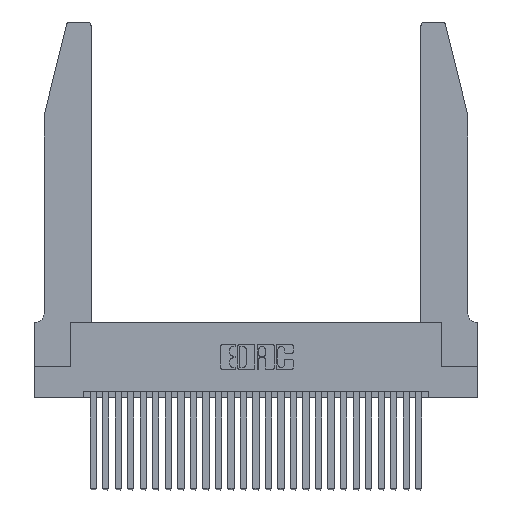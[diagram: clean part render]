
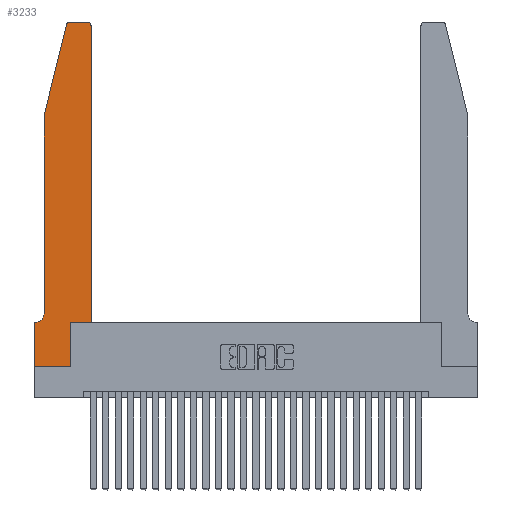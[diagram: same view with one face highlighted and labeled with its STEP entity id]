
A CAD part, top view. The second image highlights one B-rep face of the part: STEP entity #3233.
In plain terms, the highlighted planar face has unit normal (0, 0, 1).
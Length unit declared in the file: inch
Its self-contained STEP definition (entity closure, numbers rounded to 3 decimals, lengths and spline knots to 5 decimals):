
#72 = CARTESIAN_POINT ( 'NONE',  ( 0., 0., 0.37 ) ) ;
#537 = LINE ( 'NONE', #16576, #7202 ) ;
#614 = VERTEX_POINT ( 'NONE', #20257 ) ;
#687 = EDGE_CURVE ( 'NONE', #14724, #15093, #24779, .T. ) ;
#756 = PLANE ( 'NONE',  #23354 ) ;
#787 = CARTESIAN_POINT ( 'NONE',  ( 0.0055, 0.42, 0.37 ) ) ;
#1105 = FACE_OUTER_BOUND ( 'NONE', #14085, .T. ) ;
#1134 = LINE ( 'NONE', #72, #12123 ) ;
#1786 = VERTEX_POINT ( 'NONE', #27586 ) ;
#2677 = AXIS2_PLACEMENT_3D ( 'NONE', #8434, #23261, #10589 ) ;
#2724 = EDGE_CURVE ( 'NONE', #21073, #26113, #1134, .T. ) ;
#3054 = DIRECTION ( 'NONE',  ( -1., 0., 0. ) ) ;
#3085 = CARTESIAN_POINT ( 'NONE',  ( 0.4205, 2.72, 0.37 ) ) ;
#3233 = ADVANCED_FACE ( 'NONE', ( #1105 ), #756, .T. ) ;
#3364 = CARTESIAN_POINT ( 'NONE',  ( 0.4205, 2.75, 0.37 ) ) ;
#3372 = LINE ( 'NONE', #6671, #11220 ) ;
#3498 = DIRECTION ( 'NONE',  ( -0.239, -0.971, 0. ) ) ;
#3595 = ORIENTED_EDGE ( 'NONE', *, *, #6633, .T. ) ;
#3747 = CIRCLE ( 'NONE', #2677, 0.03 ) ;
#3938 = ORIENTED_EDGE ( 'NONE', *, *, #12489, .T. ) ;
#4582 = ORIENTED_EDGE ( 'NONE', *, *, #14661, .T. ) ;
#4863 = LINE ( 'NONE', #12166, #26782 ) ;
#5008 = CARTESIAN_POINT ( 'NONE',  ( 0.0755, 0.35, 0.37 ) ) ;
#5072 = VECTOR ( 'NONE', #9010, 39.37008 ) ;
#5096 = CARTESIAN_POINT ( 'NONE',  ( 0., 0., 0.37 ) ) ;
#5276 = VERTEX_POINT ( 'NONE', #10244 ) ;
#5307 = DIRECTION ( 'NONE',  ( 1., 0., 0. ) ) ;
#5347 = CARTESIAN_POINT ( 'NONE',  ( 0., 0., 0.37 ) ) ;
#5523 = VERTEX_POINT ( 'NONE', #19471 ) ;
#5769 = DIRECTION ( 'NONE',  ( -1., 0., 0. ) ) ;
#6419 = CARTESIAN_POINT ( 'NONE',  ( 0.4505, 2.72, 0.37 ) ) ;
#6633 = EDGE_CURVE ( 'NONE', #13798, #614, #13246, .T. ) ;
#6671 = CARTESIAN_POINT ( 'NONE',  ( 0.4505, 0.35, 0.37 ) ) ;
#6918 = DIRECTION ( 'NONE',  ( 1., 0., 0. ) ) ;
#7202 = VECTOR ( 'NONE', #3498, 39.37008 ) ;
#8016 = ORIENTED_EDGE ( 'NONE', *, *, #10964, .T. ) ;
#8317 = CARTESIAN_POINT ( 'NONE',  ( 0.0755, 2., 0.37 ) ) ;
#8434 = CARTESIAN_POINT ( 'NONE',  ( 0.284, 2.72, 0.37 ) ) ;
#9010 = DIRECTION ( 'NONE',  ( 0., -1., 0. ) ) ;
#9060 = VECTOR ( 'NONE', #9808, 39.37008 ) ;
#9190 = VERTEX_POINT ( 'NONE', #8317 ) ;
#9581 = CARTESIAN_POINT ( 'NONE',  ( 0., 0.35, 0.37 ) ) ;
#9605 = DIRECTION ( 'NONE',  ( 0., 1., 0. ) ) ;
#9633 = EDGE_CURVE ( 'NONE', #26113, #13798, #26455, .T. ) ;
#9808 = DIRECTION ( 'NONE',  ( 0., -1., 0. ) ) ;
#10244 = CARTESIAN_POINT ( 'NONE',  ( 0.0755, 0.42, 0.37 ) ) ;
#10329 = VECTOR ( 'NONE', #9605, 39.37008 ) ;
#10589 = DIRECTION ( 'NONE',  ( 1., 0., 0. ) ) ;
#10785 = ORIENTED_EDGE ( 'NONE', *, *, #11231, .T. ) ;
#10964 = EDGE_CURVE ( 'NONE', #5523, #9190, #537, .T. ) ;
#11220 = VECTOR ( 'NONE', #19530, 39.37008 ) ;
#11231 = EDGE_CURVE ( 'NONE', #614, #14724, #3372, .T. ) ;
#11732 = ORIENTED_EDGE ( 'NONE', *, *, #12399, .T. ) ;
#11751 = VERTEX_POINT ( 'NONE', #12403 ) ;
#12123 = VECTOR ( 'NONE', #21544, 39.37008 ) ;
#12166 = CARTESIAN_POINT ( 'NONE',  ( 0.2605, 2.75, 0.37 ) ) ;
#12399 = EDGE_CURVE ( 'NONE', #9190, #5276, #15199, .T. ) ;
#12403 = CARTESIAN_POINT ( 'NONE',  ( 0.0055, 0.35, 0.37 ) ) ;
#12489 = EDGE_CURVE ( 'NONE', #11751, #1786, #23075, .T. ) ;
#12705 = DIRECTION ( 'NONE',  ( 1., 0., 0. ) ) ;
#13246 = LINE ( 'NONE', #19752, #18954 ) ;
#13359 = VERTEX_POINT ( 'NONE', #14489 ) ;
#13798 = VERTEX_POINT ( 'NONE', #26190 ) ;
#14060 = AXIS2_PLACEMENT_3D ( 'NONE', #787, #16075, #3054 ) ;
#14085 = EDGE_LOOP ( 'NONE', ( #25169, #4582, #8016, #11732, #19127, #3938, #27239, #18809, #25629, #3595, #10785, #24022 ) ) ;
#14201 = AXIS2_PLACEMENT_3D ( 'NONE', #3085, #18263, #12705 ) ;
#14489 = CARTESIAN_POINT ( 'NONE',  ( 0.284, 2.75, 0.37 ) ) ;
#14661 = EDGE_CURVE ( 'NONE', #13359, #5523, #3747, .T. ) ;
#14724 = VERTEX_POINT ( 'NONE', #6419 ) ;
#14763 = LINE ( 'NONE', #5347, #9060 ) ;
#14992 = CIRCLE ( 'NONE', #14060, 0.07 ) ;
#15093 = VERTEX_POINT ( 'NONE', #3364 ) ;
#15199 = LINE ( 'NONE', #19663, #5072 ) ;
#16075 = DIRECTION ( 'NONE',  ( 0., 0., -1. ) ) ;
#16576 = CARTESIAN_POINT ( 'NONE',  ( 0.0755, 2., 0.37 ) ) ;
#18212 = DIRECTION ( 'NONE',  ( 0., 0., 1. ) ) ;
#18263 = DIRECTION ( 'NONE',  ( 0., 0., 1. ) ) ;
#18809 = ORIENTED_EDGE ( 'NONE', *, *, #2724, .T. ) ;
#18865 = VECTOR ( 'NONE', #20011, 39.37008 ) ;
#18954 = VECTOR ( 'NONE', #6918, 39.37008 ) ;
#19127 = ORIENTED_EDGE ( 'NONE', *, *, #19640, .T. ) ;
#19471 = CARTESIAN_POINT ( 'NONE',  ( 0.25487, 2.72718, 0.37 ) ) ;
#19530 = DIRECTION ( 'NONE',  ( 0., 1., 0. ) ) ;
#19640 = EDGE_CURVE ( 'NONE', #5276, #11751, #14992, .T. ) ;
#19663 = CARTESIAN_POINT ( 'NONE',  ( 0.0755, 2., 0.37 ) ) ;
#19752 = CARTESIAN_POINT ( 'NONE',  ( 0.4505, 0.35, 0.37 ) ) ;
#20011 = DIRECTION ( 'NONE',  ( -1., 0., 0. ) ) ;
#20016 = CARTESIAN_POINT ( 'NONE',  ( 0.2865, 0., 0.37 ) ) ;
#20257 = CARTESIAN_POINT ( 'NONE',  ( 0.4505, 0.35, 0.37 ) ) ;
#21073 = VERTEX_POINT ( 'NONE', #5096 ) ;
#21544 = DIRECTION ( 'NONE',  ( 1., 0., 0. ) ) ;
#23075 = LINE ( 'NONE', #5008, #18865 ) ;
#23261 = DIRECTION ( 'NONE',  ( 0., 0., 1. ) ) ;
#23354 = AXIS2_PLACEMENT_3D ( 'NONE', #9581, #18212, #5307 ) ;
#24022 = ORIENTED_EDGE ( 'NONE', *, *, #687, .T. ) ;
#24603 = EDGE_CURVE ( 'NONE', #15093, #13359, #4863, .T. ) ;
#24779 = CIRCLE ( 'NONE', #14201, 0.03 ) ;
#25169 = ORIENTED_EDGE ( 'NONE', *, *, #24603, .T. ) ;
#25629 = ORIENTED_EDGE ( 'NONE', *, *, #9633, .T. ) ;
#26113 = VERTEX_POINT ( 'NONE', #20016 ) ;
#26190 = CARTESIAN_POINT ( 'NONE',  ( 0.2865, 0.35, 0.37 ) ) ;
#26455 = LINE ( 'NONE', #26457, #10329 ) ;
#26457 = CARTESIAN_POINT ( 'NONE',  ( 0.2865, 0.35, 0.37 ) ) ;
#26782 = VECTOR ( 'NONE', #5769, 39.37008 ) ;
#27239 = ORIENTED_EDGE ( 'NONE', *, *, #27693, .T. ) ;
#27586 = CARTESIAN_POINT ( 'NONE',  ( 0., 0.35, 0.37 ) ) ;
#27693 = EDGE_CURVE ( 'NONE', #1786, #21073, #14763, .T. ) ;
